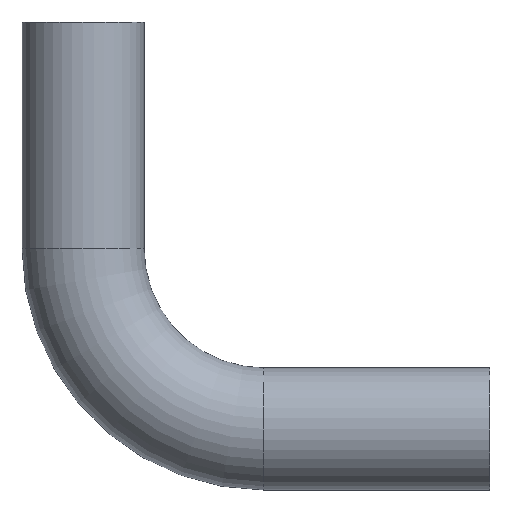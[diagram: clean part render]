
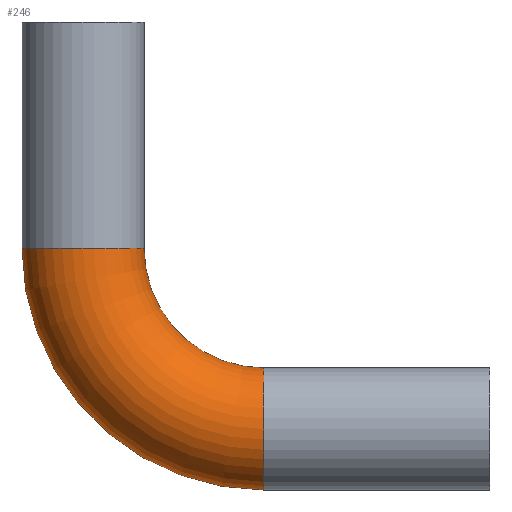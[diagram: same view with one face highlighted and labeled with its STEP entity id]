
A CAD part, front view. The second image highlights one B-rep face of the part: STEP entity #246.
In plain terms, the highlighted toroidal (fillet/blend) face has major radius 20 mm and minor radius 6.75 mm.
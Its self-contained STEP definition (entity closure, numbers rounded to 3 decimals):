
#8 = EDGE_CURVE ( 'NONE', #234, #39, #43, .T. ) ;
#12 = AXIS2_PLACEMENT_3D ( 'NONE', #59, #437, #229 ) ;
#39 = VERTEX_POINT ( 'NONE', #391 ) ;
#41 = CARTESIAN_POINT ( 'NONE',  ( -20., 0., 0. ) ) ;
#43 = CIRCLE ( 'NONE', #163, 13.25 ) ;
#59 = CARTESIAN_POINT ( 'NONE',  ( 0., 0., -20. ) ) ;
#64 = DIRECTION ( 'NONE',  ( 0., 0., 1. ) ) ;
#89 = ORIENTED_EDGE ( 'NONE', *, *, #270, .F. ) ;
#91 = EDGE_CURVE ( 'NONE', #338, #39, #348, .T. ) ;
#92 = FACE_OUTER_BOUND ( 'NONE', #340, .T. ) ;
#100 = ORIENTED_EDGE ( 'NONE', *, *, #91, .F. ) ;
#138 = VERTEX_POINT ( 'NONE', #286 ) ;
#144 = DIRECTION ( 'NONE',  ( 0., 0., 1. ) ) ;
#158 = CARTESIAN_POINT ( 'NONE',  ( 0., 0., 0. ) ) ;
#161 = CARTESIAN_POINT ( 'NONE',  ( 0., 0., 0. ) ) ;
#163 = AXIS2_PLACEMENT_3D ( 'NONE', #237, #345, #64 ) ;
#172 = AXIS2_PLACEMENT_3D ( 'NONE', #158, #297, #444 ) ;
#194 = ORIENTED_EDGE ( 'NONE', *, *, #8, .T. ) ;
#207 = CIRCLE ( 'NONE', #12, 6.75 ) ;
#229 = DIRECTION ( 'NONE',  ( 0., 0., 1. ) ) ;
#234 = VERTEX_POINT ( 'NONE', #318 ) ;
#237 = CARTESIAN_POINT ( 'NONE',  ( 0., 0., 0. ) ) ;
#246 = ADVANCED_FACE ( 'NONE', ( #92 ), #395, .T. ) ;
#262 = AXIS2_PLACEMENT_3D ( 'NONE', #161, #405, #287 ) ;
#270 = EDGE_CURVE ( 'NONE', #138, #338, #406, .T. ) ;
#277 = DIRECTION ( 'NONE',  ( 1., 0., 0. ) ) ;
#286 = CARTESIAN_POINT ( 'NONE',  ( 0., 0., -26.75 ) ) ;
#287 = DIRECTION ( 'NONE',  ( 0., 0., 1. ) ) ;
#297 = DIRECTION ( 'NONE',  ( 0., 1., 0. ) ) ;
#308 = AXIS2_PLACEMENT_3D ( 'NONE', #41, #144, #277 ) ;
#318 = CARTESIAN_POINT ( 'NONE',  ( 0., 0., -13.25 ) ) ;
#321 = EDGE_CURVE ( 'NONE', #138, #234, #207, .T. ) ;
#338 = VERTEX_POINT ( 'NONE', #403 ) ;
#340 = EDGE_LOOP ( 'NONE', ( #89, #413, #194, #100 ) ) ;
#345 = DIRECTION ( 'NONE',  ( 0., 1., 0. ) ) ;
#348 = CIRCLE ( 'NONE', #308, 6.75 ) ;
#391 = CARTESIAN_POINT ( 'NONE',  ( -13.25, 0., 0. ) ) ;
#395 = TOROIDAL_SURFACE ( 'NONE', #262, 20., 6.75 ) ;
#403 = CARTESIAN_POINT ( 'NONE',  ( -26.75, 0., 0. ) ) ;
#405 = DIRECTION ( 'NONE',  ( 0., 1., 0. ) ) ;
#406 = CIRCLE ( 'NONE', #172, 26.75 ) ;
#413 = ORIENTED_EDGE ( 'NONE', *, *, #321, .T. ) ;
#437 = DIRECTION ( 'NONE',  ( -1., 0., 0. ) ) ;
#444 = DIRECTION ( 'NONE',  ( 0., 0., 1. ) ) ;
